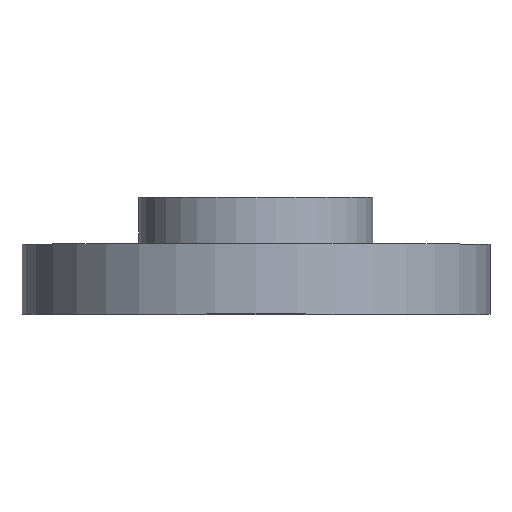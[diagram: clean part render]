
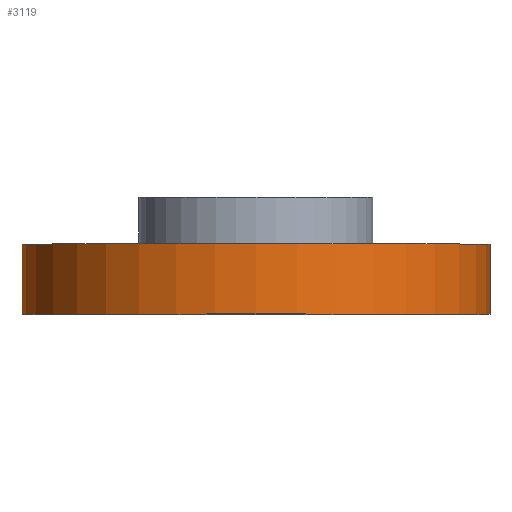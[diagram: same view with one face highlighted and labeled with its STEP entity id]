
A CAD part, top view. The second image highlights one B-rep face of the part: STEP entity #3119.
In plain terms, the highlighted cylindrical face has radius 10 mm (diameter 20 mm), a partial arc.
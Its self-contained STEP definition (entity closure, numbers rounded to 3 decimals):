
#319 = CYLINDRICAL_SURFACE ( 'NONE', #1158, 10. ) ;
#457 = CARTESIAN_POINT ( 'NONE',  ( -10., 10.1, 0. ) ) ;
#886 = DIRECTION ( 'NONE',  ( 0., 1., 0. ) ) ;
#937 = VECTOR ( 'NONE', #1170, 1000. ) ;
#1093 = ORIENTED_EDGE ( 'NONE', *, *, #1811, .F. ) ;
#1146 = DIRECTION ( 'NONE',  ( 0., -1., 0. ) ) ;
#1158 = AXIS2_PLACEMENT_3D ( 'NONE', #1788, #3228, #2512 ) ;
#1170 = DIRECTION ( 'NONE',  ( 0., 1., 0. ) ) ;
#1198 = LINE ( 'NONE', #4101, #3942 ) ;
#1574 = CARTESIAN_POINT ( 'NONE',  ( 10., 10.1, 0. ) ) ;
#1628 = CARTESIAN_POINT ( 'NONE',  ( 10., 7.1, 0. ) ) ;
#1788 = CARTESIAN_POINT ( 'NONE',  ( 0., 12.1, 0. ) ) ;
#1811 = EDGE_CURVE ( 'NONE', #3238, #4547, #1198, .T. ) ;
#1837 = AXIS2_PLACEMENT_3D ( 'NONE', #1930, #3372, #2950 ) ;
#1842 = AXIS2_PLACEMENT_3D ( 'NONE', #3142, #886, #3446 ) ;
#1930 = CARTESIAN_POINT ( 'NONE',  ( 0., 7.1, 0. ) ) ;
#2138 = ORIENTED_EDGE ( 'NONE', *, *, #3217, .F. ) ;
#2140 = CIRCLE ( 'NONE', #1837, 10. ) ;
#2206 = LINE ( 'NONE', #3990, #937 ) ;
#2512 = DIRECTION ( 'NONE',  ( 1., 0., 0. ) ) ;
#2950 = DIRECTION ( 'NONE',  ( 1., 0., 0. ) ) ;
#2954 = ORIENTED_EDGE ( 'NONE', *, *, #4618, .F. ) ;
#3119 = ADVANCED_FACE ( 'NONE', ( #3905 ), #319, .T. ) ;
#3134 = CIRCLE ( 'NONE', #1842, 10. ) ;
#3142 = CARTESIAN_POINT ( 'NONE',  ( 0., 10.1, 0. ) ) ;
#3217 = EDGE_CURVE ( 'NONE', #3973, #4061, #2206, .T. ) ;
#3228 = DIRECTION ( 'NONE',  ( 0., 1., 0. ) ) ;
#3238 = VERTEX_POINT ( 'NONE', #1574 ) ;
#3303 = EDGE_CURVE ( 'NONE', #4547, #3973, #2140, .T. ) ;
#3372 = DIRECTION ( 'NONE',  ( 0., -1., 0. ) ) ;
#3446 = DIRECTION ( 'NONE',  ( -1., 0., 0. ) ) ;
#3905 = FACE_OUTER_BOUND ( 'NONE', #4243, .T. ) ;
#3935 = CARTESIAN_POINT ( 'NONE',  ( -10., 7.1, 0. ) ) ;
#3942 = VECTOR ( 'NONE', #1146, 1000. ) ;
#3973 = VERTEX_POINT ( 'NONE', #3935 ) ;
#3990 = CARTESIAN_POINT ( 'NONE',  ( -10., 7.1, 0. ) ) ;
#4061 = VERTEX_POINT ( 'NONE', #457 ) ;
#4101 = CARTESIAN_POINT ( 'NONE',  ( 10., 10.1, 0. ) ) ;
#4243 = EDGE_LOOP ( 'NONE', ( #2138, #4644, #1093, #2954 ) ) ;
#4547 = VERTEX_POINT ( 'NONE', #1628 ) ;
#4618 = EDGE_CURVE ( 'NONE', #4061, #3238, #3134, .T. ) ;
#4644 = ORIENTED_EDGE ( 'NONE', *, *, #3303, .F. ) ;
